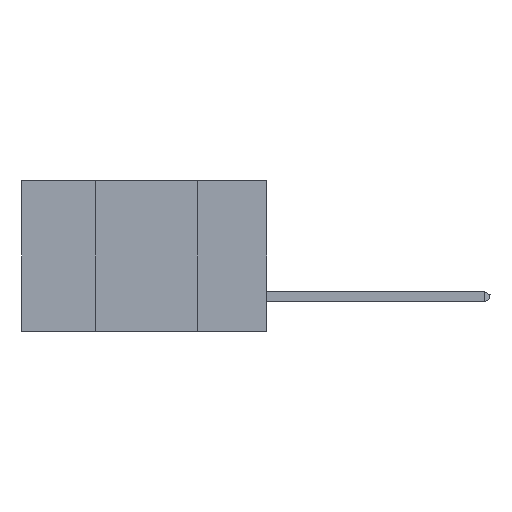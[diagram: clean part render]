
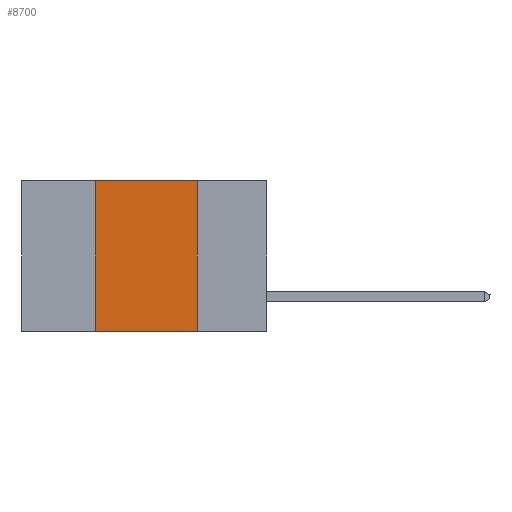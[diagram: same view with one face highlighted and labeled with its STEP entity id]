
A CAD part, left-side view. The second image highlights one B-rep face of the part: STEP entity #8700.
In plain terms, the highlighted planar face has unit normal (-1, 0, 0).
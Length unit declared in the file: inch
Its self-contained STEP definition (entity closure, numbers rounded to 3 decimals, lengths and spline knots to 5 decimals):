
#484 = DIRECTION ( 'NONE',  ( 0., 0., 1. ) ) ;
#609 = LINE ( 'NONE', #12064, #13610 ) ;
#2226 = LINE ( 'NONE', #16323, #23305 ) ;
#3436 = CARTESIAN_POINT ( 'NONE',  ( 0., 0.42, -0.37 ) ) ;
#3451 = EDGE_CURVE ( 'NONE', #5247, #17251, #2226, .T. ) ;
#4042 = VERTEX_POINT ( 'NONE', #26336 ) ;
#4817 = AXIS2_PLACEMENT_3D ( 'NONE', #12477, #21130, #7024 ) ;
#5088 = DIRECTION ( 'NONE',  ( 0., -1., 0. ) ) ;
#5247 = VERTEX_POINT ( 'NONE', #31769 ) ;
#5710 = ORIENTED_EDGE ( 'NONE', *, *, #22000, .T. ) ;
#6125 = CARTESIAN_POINT ( 'NONE',  ( 0., 0.42, 0. ) ) ;
#7024 = DIRECTION ( 'NONE',  ( 0., 0., -1. ) ) ;
#7847 = CARTESIAN_POINT ( 'NONE',  ( 0., 0.17, 0. ) ) ;
#8205 = ORIENTED_EDGE ( 'NONE', *, *, #18051, .F. ) ;
#8700 = ADVANCED_FACE ( 'NONE', ( #29959 ), #35786, .F. ) ;
#9221 = ORIENTED_EDGE ( 'NONE', *, *, #9279, .F. ) ;
#9279 = EDGE_CURVE ( 'NONE', #26344, #5247, #29398, .T. ) ;
#11315 = CARTESIAN_POINT ( 'NONE',  ( 0., 0.17, 0. ) ) ;
#12064 = CARTESIAN_POINT ( 'NONE',  ( 0., 0.6, -0.37 ) ) ;
#12477 = CARTESIAN_POINT ( 'NONE',  ( 0., 0.6, 0. ) ) ;
#13610 = VECTOR ( 'NONE', #5088, 39.37008 ) ;
#14868 = VECTOR ( 'NONE', #27013, 39.37008 ) ;
#15563 = LINE ( 'NONE', #7847, #14868 ) ;
#16323 = CARTESIAN_POINT ( 'NONE',  ( 0., 0.6, 0. ) ) ;
#17251 = VERTEX_POINT ( 'NONE', #11315 ) ;
#18051 = EDGE_CURVE ( 'NONE', #17251, #4042, #15563, .T. ) ;
#19855 = VECTOR ( 'NONE', #484, 39.37008 ) ;
#20158 = EDGE_LOOP ( 'NONE', ( #8205, #32191, #9221, #5710 ) ) ;
#21130 = DIRECTION ( 'NONE',  ( 1., 0., 0. ) ) ;
#22000 = EDGE_CURVE ( 'NONE', #26344, #4042, #609, .T. ) ;
#23305 = VECTOR ( 'NONE', #30789, 39.37008 ) ;
#26336 = CARTESIAN_POINT ( 'NONE',  ( 0., 0.17, -0.37 ) ) ;
#26344 = VERTEX_POINT ( 'NONE', #3436 ) ;
#27013 = DIRECTION ( 'NONE',  ( 0., 0., -1. ) ) ;
#29398 = LINE ( 'NONE', #6125, #19855 ) ;
#29959 = FACE_OUTER_BOUND ( 'NONE', #20158, .T. ) ;
#30789 = DIRECTION ( 'NONE',  ( 0., -1., 0. ) ) ;
#31769 = CARTESIAN_POINT ( 'NONE',  ( 0., 0.42, 0. ) ) ;
#32191 = ORIENTED_EDGE ( 'NONE', *, *, #3451, .F. ) ;
#35786 = PLANE ( 'NONE',  #4817 ) ;
